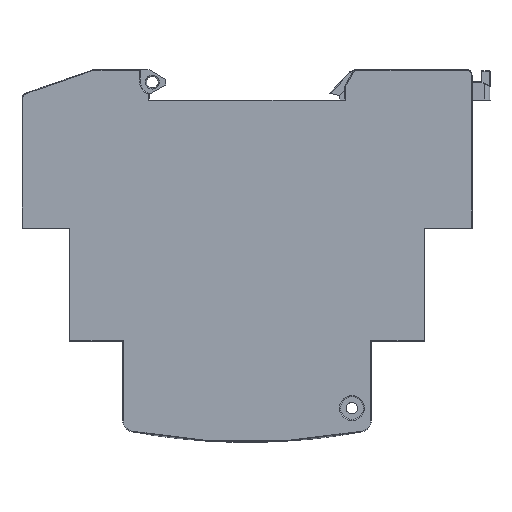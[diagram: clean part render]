
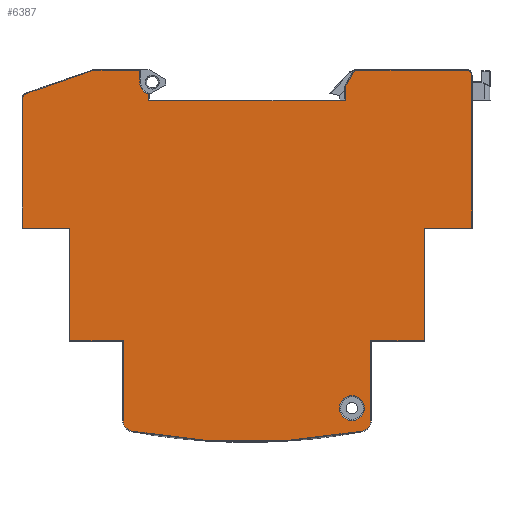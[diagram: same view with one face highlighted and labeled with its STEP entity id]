
A CAD part, front view. The second image highlights one B-rep face of the part: STEP entity #6387.
In plain terms, the highlighted planar face has unit normal (0, -1, 0).
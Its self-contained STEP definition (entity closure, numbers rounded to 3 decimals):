
#6387=ADVANCED_FACE('',(#8763,#8764),#7941,.F.);
#7941=PLANE('',#42742);
#8763=FACE_BOUND('',#10057,.T.);
#8764=FACE_BOUND('',#10058,.T.);
#10057=EDGE_LOOP('',(#18306,#18307,#18308,#18309,#18310,#18311,#18312,#18313,
#18314,#18315,#18316,#18317,#18318,#18319,#18320,#18321,#18322,#18323,#18324,
#18325,#18326,#18327,#18328,#18329));
#10058=EDGE_LOOP('',(#18330,#18331));
#11859=CIRCLE('',#42734,0.9);
#11860=CIRCLE('',#42735,2.3);
#11861=CIRCLE('',#42736,0.9);
#11862=CIRCLE('',#42737,1.9);
#11863=CIRCLE('',#42738,113.9);
#11864=CIRCLE('',#42739,1.9);
#11865=CIRCLE('',#42740,2.25);
#11866=CIRCLE('',#42741,2.25);
#18306=ORIENTED_EDGE('',*,*,#30074,.T.);
#18307=ORIENTED_EDGE('',*,*,#30075,.T.);
#18308=ORIENTED_EDGE('',*,*,#30076,.T.);
#18309=ORIENTED_EDGE('',*,*,#30077,.T.);
#18310=ORIENTED_EDGE('',*,*,#30078,.F.);
#18311=ORIENTED_EDGE('',*,*,#30079,.T.);
#18312=ORIENTED_EDGE('',*,*,#30080,.F.);
#18313=ORIENTED_EDGE('',*,*,#30081,.F.);
#18314=ORIENTED_EDGE('',*,*,#30082,.T.);
#18315=ORIENTED_EDGE('',*,*,#30083,.T.);
#18316=ORIENTED_EDGE('',*,*,#30084,.T.);
#18317=ORIENTED_EDGE('',*,*,#30085,.T.);
#18318=ORIENTED_EDGE('',*,*,#30086,.T.);
#18319=ORIENTED_EDGE('',*,*,#30087,.T.);
#18320=ORIENTED_EDGE('',*,*,#30088,.T.);
#18321=ORIENTED_EDGE('',*,*,#30089,.T.);
#18322=ORIENTED_EDGE('',*,*,#30090,.T.);
#18323=ORIENTED_EDGE('',*,*,#30091,.T.);
#18324=ORIENTED_EDGE('',*,*,#30092,.T.);
#18325=ORIENTED_EDGE('',*,*,#30093,.T.);
#18326=ORIENTED_EDGE('',*,*,#30094,.T.);
#18327=ORIENTED_EDGE('',*,*,#30095,.T.);
#18328=ORIENTED_EDGE('',*,*,#30096,.T.);
#18329=ORIENTED_EDGE('',*,*,#30097,.T.);
#18330=ORIENTED_EDGE('',*,*,#30098,.F.);
#18331=ORIENTED_EDGE('',*,*,#30099,.F.);
#25397=VERTEX_POINT('',#62853);
#25398=VERTEX_POINT('',#62854);
#25399=VERTEX_POINT('',#62856);
#25400=VERTEX_POINT('',#62858);
#25401=VERTEX_POINT('',#62860);
#25402=VERTEX_POINT('',#62862);
#25403=VERTEX_POINT('',#62864);
#25404=VERTEX_POINT('',#62866);
#25405=VERTEX_POINT('',#62868);
#25406=VERTEX_POINT('',#62870);
#25407=VERTEX_POINT('',#62872);
#25408=VERTEX_POINT('',#62874);
#25409=VERTEX_POINT('',#62876);
#25410=VERTEX_POINT('',#62878);
#25411=VERTEX_POINT('',#62880);
#25412=VERTEX_POINT('',#62882);
#25413=VERTEX_POINT('',#62884);
#25414=VERTEX_POINT('',#62886);
#25415=VERTEX_POINT('',#62888);
#25416=VERTEX_POINT('',#62890);
#25417=VERTEX_POINT('',#62892);
#25418=VERTEX_POINT('',#62894);
#25419=VERTEX_POINT('',#62896);
#25420=VERTEX_POINT('',#62898);
#25421=VERTEX_POINT('',#62901);
#25422=VERTEX_POINT('',#62902);
#30074=EDGE_CURVE('',#25397,#25398,#11859,.T.);
#30075=EDGE_CURVE('',#25398,#25399,#34607,.T.);
#30076=EDGE_CURVE('',#25399,#25400,#34608,.T.);
#30077=EDGE_CURVE('',#25400,#25401,#34609,.T.);
#30078=EDGE_CURVE('',#25402,#25401,#34610,.T.);
#30079=EDGE_CURVE('',#25402,#25403,#34611,.T.);
#30080=EDGE_CURVE('',#25404,#25403,#11860,.T.);
#30081=EDGE_CURVE('',#25405,#25404,#34612,.T.);
#30082=EDGE_CURVE('',#25405,#25406,#34613,.T.);
#30083=EDGE_CURVE('',#25406,#25407,#34614,.T.);
#30084=EDGE_CURVE('',#25407,#25408,#11861,.T.);
#30085=EDGE_CURVE('',#25408,#25409,#34615,.T.);
#30086=EDGE_CURVE('',#25409,#25410,#34616,.T.);
#30087=EDGE_CURVE('',#25410,#25411,#34617,.T.);
#30088=EDGE_CURVE('',#25411,#25412,#34618,.T.);
#30089=EDGE_CURVE('',#25412,#25413,#34619,.T.);
#30090=EDGE_CURVE('',#25413,#25414,#11862,.T.);
#30091=EDGE_CURVE('',#25414,#25415,#11863,.T.);
#30092=EDGE_CURVE('',#25415,#25416,#11864,.T.);
#30093=EDGE_CURVE('',#25416,#25417,#34620,.T.);
#30094=EDGE_CURVE('',#25417,#25418,#34621,.T.);
#30095=EDGE_CURVE('',#25418,#25419,#34622,.T.);
#30096=EDGE_CURVE('',#25419,#25420,#34623,.T.);
#30097=EDGE_CURVE('',#25420,#25397,#34624,.T.);
#30098=EDGE_CURVE('',#25421,#25422,#11865,.T.);
#30099=EDGE_CURVE('',#25422,#25421,#11866,.T.);
#34607=LINE('',#62855,#38603);
#34608=LINE('',#62857,#38604);
#34609=LINE('',#62859,#38605);
#34610=LINE('',#62861,#38606);
#34611=LINE('',#62863,#38607);
#34612=LINE('',#62867,#38608);
#34613=LINE('',#62869,#38609);
#34614=LINE('',#62871,#38610);
#34615=LINE('',#62875,#38611);
#34616=LINE('',#62877,#38612);
#34617=LINE('',#62879,#38613);
#34618=LINE('',#62881,#38614);
#34619=LINE('',#62883,#38615);
#34620=LINE('',#62891,#38616);
#34621=LINE('',#62893,#38617);
#34622=LINE('',#62895,#38618);
#34623=LINE('',#62897,#38619);
#34624=LINE('',#62899,#38620);
#38603=VECTOR('',#50240,1.);
#38604=VECTOR('',#50241,1.);
#38605=VECTOR('',#50242,1.);
#38606=VECTOR('',#50243,1.);
#38607=VECTOR('',#50244,1.);
#38608=VECTOR('',#50247,1.);
#38609=VECTOR('',#50248,1.);
#38610=VECTOR('',#50249,1.);
#38611=VECTOR('',#50252,1.);
#38612=VECTOR('',#50253,1.);
#38613=VECTOR('',#50254,1.);
#38614=VECTOR('',#50255,1.);
#38615=VECTOR('',#50256,1.);
#38616=VECTOR('',#50263,1.);
#38617=VECTOR('',#50264,1.);
#38618=VECTOR('',#50265,1.);
#38619=VECTOR('',#50266,1.);
#38620=VECTOR('',#50267,1.);
#42734=AXIS2_PLACEMENT_3D('',#62852,#50238,#50239);
#42735=AXIS2_PLACEMENT_3D('',#62865,#50245,#50246);
#42736=AXIS2_PLACEMENT_3D('',#62873,#50250,#50251);
#42737=AXIS2_PLACEMENT_3D('',#62885,#50257,#50258);
#42738=AXIS2_PLACEMENT_3D('',#62887,#50259,#50260);
#42739=AXIS2_PLACEMENT_3D('',#62889,#50261,#50262);
#42740=AXIS2_PLACEMENT_3D('',#62900,#50268,#50269);
#42741=AXIS2_PLACEMENT_3D('',#62903,#50270,#50271);
#42742=AXIS2_PLACEMENT_3D('',#62904,#50272,#50273);
#50238=DIRECTION('',(0.,-1.,0.));
#50239=DIRECTION('',(1.,0.,0.));
#50240=DIRECTION('',(-1.,0.,0.));
#50241=DIRECTION('',(-0.504,0.,-0.864));
#50242=DIRECTION('',(0.,0.,-1.));
#50243=DIRECTION('',(1.,0.,0.));
#50244=DIRECTION('',(0.,0.,1.));
#50245=DIRECTION('',(0.,-1.,0.));
#50246=DIRECTION('',(-1.,0.,0.));
#50247=DIRECTION('',(0.,0.,-1.));
#50248=DIRECTION('',(-1.,0.,0.));
#50249=DIRECTION('',(-0.945,0.,-0.327));
#50250=DIRECTION('',(0.,-1.,0.));
#50251=DIRECTION('',(-0.327,0.,0.945));
#50252=DIRECTION('',(0.,0.,-1.));
#50253=DIRECTION('',(1.,0.,0.));
#50254=DIRECTION('',(0.,0.,-1.));
#50255=DIRECTION('',(1.,0.,0.));
#50256=DIRECTION('',(0.,0.,-1.));
#50257=DIRECTION('',(0.,-1.,0.));
#50258=DIRECTION('',(-1.,0.,0.));
#50259=DIRECTION('',(0.,-1.,0.));
#50260=DIRECTION('',(-0.183,0.,-0.983));
#50261=DIRECTION('',(0.,-1.,0.));
#50262=DIRECTION('',(0.183,0.,-0.983));
#50263=DIRECTION('',(0.,0.,1.));
#50264=DIRECTION('',(1.,0.,0.));
#50265=DIRECTION('',(0.,0.,1.));
#50266=DIRECTION('',(1.,0.,0.));
#50267=DIRECTION('',(0.,0.,1.));
#50268=DIRECTION('',(0.,-1.,0.));
#50269=DIRECTION('',(1.,0.,0.));
#50270=DIRECTION('',(0.,-1.,0.));
#50271=DIRECTION('',(-1.,0.,0.));
#50272=DIRECTION('',(0.,1.,0.));
#50273=DIRECTION('',(-1.,0.,0.));
#62852=CARTESIAN_POINT('',(39.75,0.,-1.));
#62853=CARTESIAN_POINT('',(40.65,0.,-1.));
#62854=CARTESIAN_POINT('',(39.75,0.,-0.1));
#62855=CARTESIAN_POINT('',(39.75,0.,-0.1));
#62856=CARTESIAN_POINT('',(19.507,0.,-0.1));
#62857=CARTESIAN_POINT('',(19.507,0.,-0.1));
#62858=CARTESIAN_POINT('',(17.8,0.,-3.027));
#62859=CARTESIAN_POINT('',(17.8,0.,-3.027));
#62860=CARTESIAN_POINT('',(17.8,0.,-5.6));
#62861=CARTESIAN_POINT('',(-17.85,0.,-5.6));
#62862=CARTESIAN_POINT('',(-17.85,0.,-5.6));
#62863=CARTESIAN_POINT('',(-17.85,0.,-5.6));
#62864=CARTESIAN_POINT('',(-17.85,0.,-4.461));
#62865=CARTESIAN_POINT('',(-17.15,0.,-2.27));
#62866=CARTESIAN_POINT('',(-19.45,0.,-2.27));
#62867=CARTESIAN_POINT('',(-19.45,0.,-0.1));
#62868=CARTESIAN_POINT('',(-19.45,0.,-0.1));
#62869=CARTESIAN_POINT('',(-19.45,0.,-0.1));
#62870=CARTESIAN_POINT('',(-27.733,0.,-0.1));
#62871=CARTESIAN_POINT('',(-27.733,0.,-0.1));
#62872=CARTESIAN_POINT('',(-40.044,0.,-4.362));
#62873=CARTESIAN_POINT('',(-39.75,0.,-5.212));
#62874=CARTESIAN_POINT('',(-40.65,0.,-5.212));
#62875=CARTESIAN_POINT('',(-40.65,0.,-5.212));
#62876=CARTESIAN_POINT('',(-40.65,0.,-28.7));
#62877=CARTESIAN_POINT('',(-40.65,0.,-28.7));
#62878=CARTESIAN_POINT('',(-32.1,0.,-28.7));
#62879=CARTESIAN_POINT('',(-32.1,0.,-28.7));
#62880=CARTESIAN_POINT('',(-32.1,0.,-49.1));
#62881=CARTESIAN_POINT('',(-32.1,0.,-49.1));
#62882=CARTESIAN_POINT('',(-22.4,0.,-49.1));
#62883=CARTESIAN_POINT('',(-22.4,0.,-49.1));
#62884=CARTESIAN_POINT('',(-22.4,0.,-63.608));
#62885=CARTESIAN_POINT('',(-20.5,0.,-63.608));
#62886=CARTESIAN_POINT('',(-20.848,0.,-65.476));
#62887=CARTESIAN_POINT('',(0.,0.,46.5));
#62888=CARTESIAN_POINT('',(20.848,0.,-65.476));
#62889=CARTESIAN_POINT('',(20.5,0.,-63.608));
#62890=CARTESIAN_POINT('',(22.4,0.,-63.608));
#62891=CARTESIAN_POINT('',(22.4,0.,-63.608));
#62892=CARTESIAN_POINT('',(22.4,0.,-49.1));
#62893=CARTESIAN_POINT('',(22.4,0.,-49.1));
#62894=CARTESIAN_POINT('',(32.1,0.,-49.1));
#62895=CARTESIAN_POINT('',(32.1,0.,-49.1));
#62896=CARTESIAN_POINT('',(32.1,0.,-28.7));
#62897=CARTESIAN_POINT('',(32.1,0.,-28.7));
#62898=CARTESIAN_POINT('',(40.65,0.,-28.7));
#62899=CARTESIAN_POINT('',(40.65,0.,-28.7));
#62900=CARTESIAN_POINT('',(19.,0.,-61.3));
#62901=CARTESIAN_POINT('',(21.25,0.,-61.3));
#62902=CARTESIAN_POINT('',(16.75,0.,-61.3));
#62903=CARTESIAN_POINT('',(19.,0.,-61.3));
#62904=CARTESIAN_POINT('',(0.,0.,0.));
